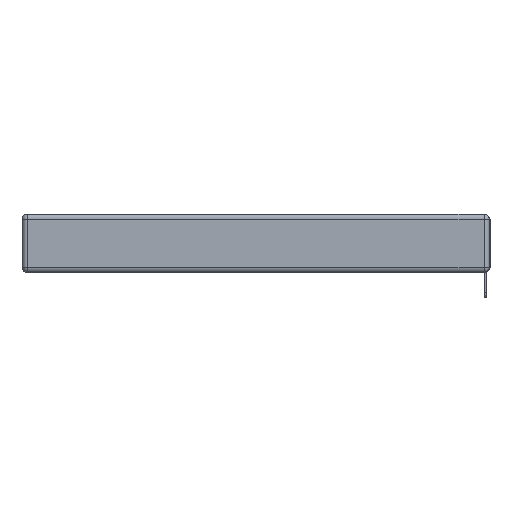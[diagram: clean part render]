
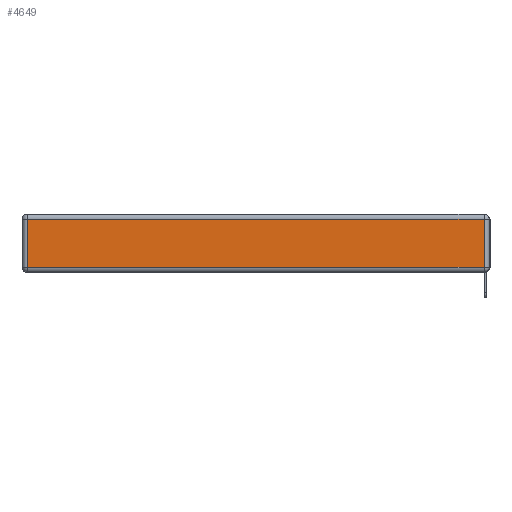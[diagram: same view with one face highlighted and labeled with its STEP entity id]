
A CAD part, left-side view. The second image highlights one B-rep face of the part: STEP entity #4649.
In plain terms, the highlighted planar face has unit normal (-1, 0, 0).
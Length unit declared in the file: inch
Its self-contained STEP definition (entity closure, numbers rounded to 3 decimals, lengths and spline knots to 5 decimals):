
#320 = EDGE_CURVE ( 'NONE', #2227, #12244, #1116, .T. ) ;
#484 = VECTOR ( 'NONE', #15552, 39.37008 ) ;
#1044 = CARTESIAN_POINT ( 'NONE',  ( 0., 0.03, -0.343 ) ) ;
#1113 = VERTEX_POINT ( 'NONE', #10336 ) ;
#1116 = LINE ( 'NONE', #16859, #484 ) ;
#1773 = ORIENTED_EDGE ( 'NONE', *, *, #14175, .T. ) ;
#1862 = PLANE ( 'NONE',  #2770 ) ;
#1905 = DIRECTION ( 'NONE',  ( 0., -1., 0. ) ) ;
#1934 = CARTESIAN_POINT ( 'NONE',  ( 0., 2.72, -0.03 ) ) ;
#2158 = ORIENTED_EDGE ( 'NONE', *, *, #320, .T. ) ;
#2227 = VERTEX_POINT ( 'NONE', #1934 ) ;
#2770 = AXIS2_PLACEMENT_3D ( 'NONE', #3556, #10172, #6063 ) ;
#3556 = CARTESIAN_POINT ( 'NONE',  ( 0., 0., -0.343 ) ) ;
#4093 = ORIENTED_EDGE ( 'NONE', *, *, #12405, .T. ) ;
#4649 = ADVANCED_FACE ( 'NONE', ( #13627 ), #1862, .T. ) ;
#4874 = CARTESIAN_POINT ( 'NONE',  ( 0., 2.75, -0.03 ) ) ;
#6063 = DIRECTION ( 'NONE',  ( 0., 0., 1. ) ) ;
#6297 = DIRECTION ( 'NONE',  ( 0., 0., 1. ) ) ;
#6389 = CARTESIAN_POINT ( 'NONE',  ( 0., 2.72, -0.313 ) ) ;
#7078 = LINE ( 'NONE', #13328, #10231 ) ;
#7584 = LINE ( 'NONE', #1044, #11294 ) ;
#8813 = LINE ( 'NONE', #4874, #12087 ) ;
#9152 = EDGE_LOOP ( 'NONE', ( #4093, #16111, #1773, #2158 ) ) ;
#10172 = DIRECTION ( 'NONE',  ( -1., 0., 0. ) ) ;
#10231 = VECTOR ( 'NONE', #1905, 39.37008 ) ;
#10336 = CARTESIAN_POINT ( 'NONE',  ( 0., 0.03, -0.03 ) ) ;
#11034 = EDGE_CURVE ( 'NONE', #14754, #1113, #7584, .T. ) ;
#11168 = CARTESIAN_POINT ( 'NONE',  ( 0., 0.03, -0.313 ) ) ;
#11294 = VECTOR ( 'NONE', #6297, 39.37008 ) ;
#11391 = DIRECTION ( 'NONE',  ( 0., 1., 0. ) ) ;
#12087 = VECTOR ( 'NONE', #11391, 39.37008 ) ;
#12244 = VERTEX_POINT ( 'NONE', #6389 ) ;
#12405 = EDGE_CURVE ( 'NONE', #12244, #14754, #7078, .T. ) ;
#13328 = CARTESIAN_POINT ( 'NONE',  ( 0., 0., -0.313 ) ) ;
#13627 = FACE_OUTER_BOUND ( 'NONE', #9152, .T. ) ;
#14175 = EDGE_CURVE ( 'NONE', #1113, #2227, #8813, .T. ) ;
#14754 = VERTEX_POINT ( 'NONE', #11168 ) ;
#15552 = DIRECTION ( 'NONE',  ( 0., 0., -1. ) ) ;
#16111 = ORIENTED_EDGE ( 'NONE', *, *, #11034, .T. ) ;
#16859 = CARTESIAN_POINT ( 'NONE',  ( 0., 2.72, -0.343 ) ) ;
